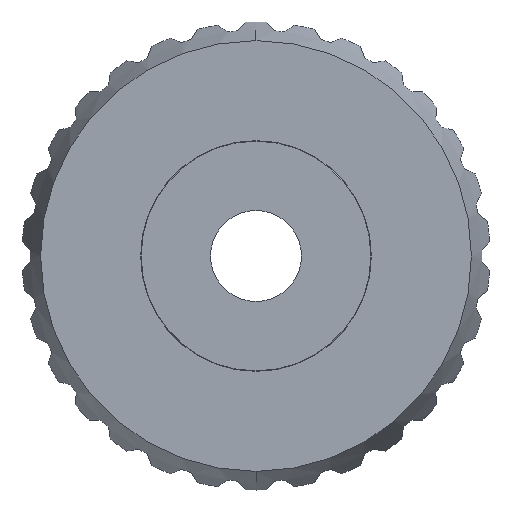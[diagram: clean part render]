
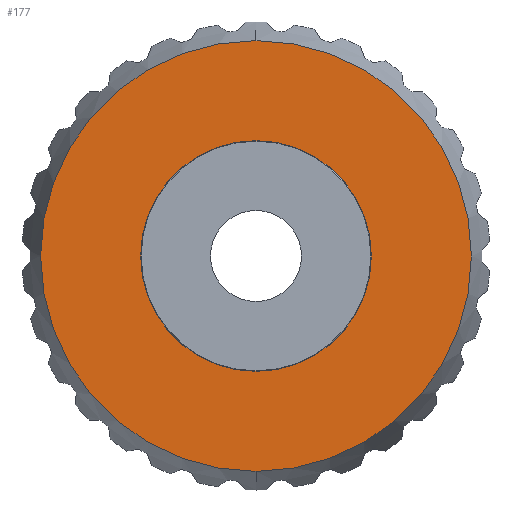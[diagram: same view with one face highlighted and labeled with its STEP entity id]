
A CAD part, front view. The second image highlights one B-rep face of the part: STEP entity #177.
In plain terms, the highlighted planar face has unit normal (0, -1, 0).
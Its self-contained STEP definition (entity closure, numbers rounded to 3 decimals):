
#177=ADVANCED_FACE('',(#444,#445),#446,.T.);
#444=FACE_OUTER_BOUND('',#717,.T.);
#445=FACE_BOUND('',#718,.T.);
#446=PLANE('',#719);
#717=EDGE_LOOP('',(#1830,#1831));
#718=EDGE_LOOP('',(#1832,#1833,#1834));
#719=AXIS2_PLACEMENT_3D('',#1835,#1836,#1837);
#1830=ORIENTED_EDGE('',*,*,#2005,.F.);
#1831=ORIENTED_EDGE('',*,*,#2131,.F.);
#1832=ORIENTED_EDGE('',*,*,#2309,.T.);
#1833=ORIENTED_EDGE('',*,*,#1987,.T.);
#1834=ORIENTED_EDGE('',*,*,#2310,.T.);
#1835=CARTESIAN_POINT('',(0.,-16.5,-21.801));
#1836=DIRECTION('',(0.,-1.0,0.));
#1837=DIRECTION('',(0.,0.,1.0));
#1987=EDGE_CURVE('',#2441,#2447,#2449,.T.);
#2005=EDGE_CURVE('',#2479,#2481,#2482,.T.);
#2131=EDGE_CURVE('',#2481,#2479,#2726,.T.);
#2309=EDGE_CURVE('',#2962,#2441,#2963,.T.);
#2310=EDGE_CURVE('',#2447,#2962,#2964,.T.);
#2441=VERTEX_POINT('',#3367);
#2447=VERTEX_POINT('',#3373);
#2449=CIRCLE('',#3375,15.208);
#2479=VERTEX_POINT('',#3429);
#2481=VERTEX_POINT('',#3432);
#2482=CIRCLE('',#3433,28.394);
#2726=CIRCLE('',#4238,28.394);
#2962=VERTEX_POINT('',#5306);
#2963=CIRCLE('',#5307,15.208);
#2964=CIRCLE('',#5308,15.208);
#3367=CARTESIAN_POINT('',(-15.208,-16.5,0.));
#3373=CARTESIAN_POINT('',(15.208,-16.5,0.));
#3375=AXIS2_PLACEMENT_3D('',#5420,#5421,#5422);
#3429=CARTESIAN_POINT('',(0.,-16.5,-28.394));
#3432=CARTESIAN_POINT('',(0.,-16.5,28.394));
#3433=AXIS2_PLACEMENT_3D('',#5454,#5455,#5456);
#4238=AXIS2_PLACEMENT_3D('',#5640,#5641,#5642);
#5306=CARTESIAN_POINT('',(0.,-16.5,-15.208));
#5307=AXIS2_PLACEMENT_3D('',#5800,#5801,#5802);
#5308=AXIS2_PLACEMENT_3D('',#5803,#5804,#5805);
#5420=CARTESIAN_POINT('',(0.0,-16.5,0.0));
#5421=DIRECTION('',(0.0,1.0,0.0));
#5422=DIRECTION('',(0.,0.0,-1.0));
#5454=CARTESIAN_POINT('',(0.0,-16.5,0.0));
#5455=DIRECTION('',(0.0,1.0,0.0));
#5456=DIRECTION('',(0.,0.0,-1.0));
#5640=CARTESIAN_POINT('',(0.0,-16.5,0.0));
#5641=DIRECTION('',(0.0,1.0,0.0));
#5642=DIRECTION('',(0.,0.0,-1.0));
#5800=CARTESIAN_POINT('',(0.0,-16.5,0.0));
#5801=DIRECTION('',(0.0,1.0,0.0));
#5802=DIRECTION('',(0.,0.0,-1.0));
#5803=CARTESIAN_POINT('',(0.0,-16.5,0.0));
#5804=DIRECTION('',(0.0,1.0,0.0));
#5805=DIRECTION('',(0.,0.0,-1.0));
